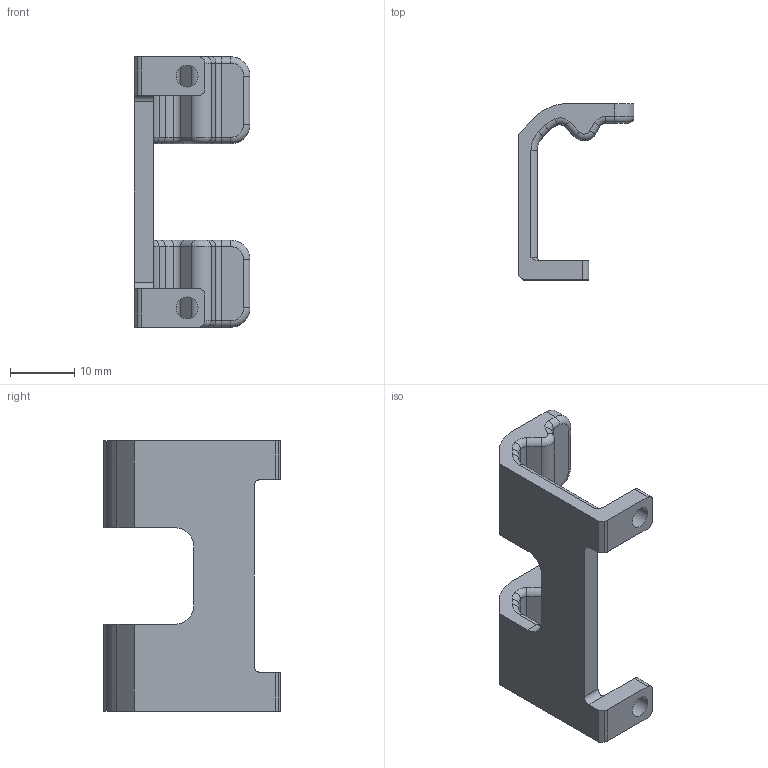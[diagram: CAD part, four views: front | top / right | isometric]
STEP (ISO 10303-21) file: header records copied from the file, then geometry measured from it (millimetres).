
FILE_DESCRIPTION (( 'STEP AP203' ), '1' );
Length unit declared in the file: millimetre
Products named in the file (1): S1 tray adapter
Bounding box: 18 x 27.4 x 42 mm (x, y, z)
Volume: 3963.7 mm3; surface area: 3288.9 mm2
Topology: 1 solids, 1 shells, 115 faces, 287 edges, 174 vertices
Faces by surface type: cylinder 55, plane 32, torus 28
Entity records: 3528 total; most frequent: DIRECTION 655, CARTESIAN_POINT 603, ORIENTED_EDGE 574, EDGE_CURVE 287, AXIS2_PLACEMENT_3D 256, VERTEX_POINT 174, VECTOR 143, LINE 143
